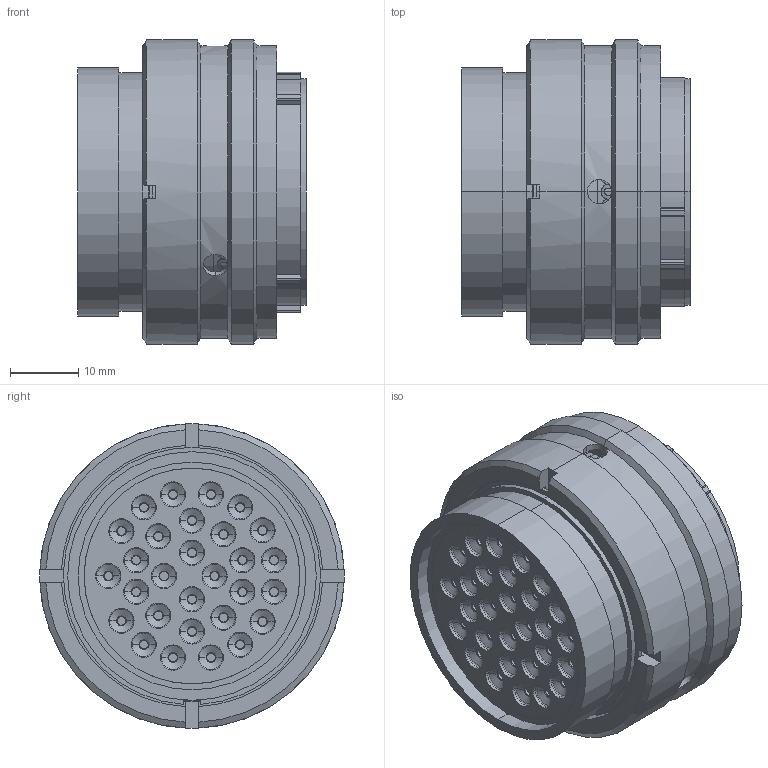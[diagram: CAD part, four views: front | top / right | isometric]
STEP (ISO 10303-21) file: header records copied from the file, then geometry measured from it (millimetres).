
FILE_DESCRIPTION (( 'STEP AP214' ), '1' );
FILE_NAME ('AS624-29SB.STEP', '2019-10-15T08:43:56', ( 'TE Connectivity' ), ( 'TE Connectivity' ), 'SwSTEP 2.0', 'SolidWorks 2016', '' );
FILE_SCHEMA (( 'AUTOMOTIVE_DESIGN' ));
Length unit declared in the file: millimetre
Products named in the file (1): AS624-29SB
Bounding box: 33.37 x 44.5 x 44.5 mm (x, y, z)
Volume: 30536.9 mm3; surface area: 32821.1 mm2
Topology: 10 solids, 10 shells, 2257 faces, 5853 edges, 3654 vertices
Faces by surface type: cylinder 989, plane 720, torus 352, cone 184, bspline 12
Entity records: 104311 total; most frequent: CARTESIAN_POINT 28408, ORIENTED_EDGE 11706, DIRECTION 9413, EDGE_CURVE 5853, AXIS2_PLACEMENT_3D 3869, VERTEX_POINT 3654, EDGE_LOOP 2425, UNCERTAINTY_MEASURE_WITH_UNIT 2269
